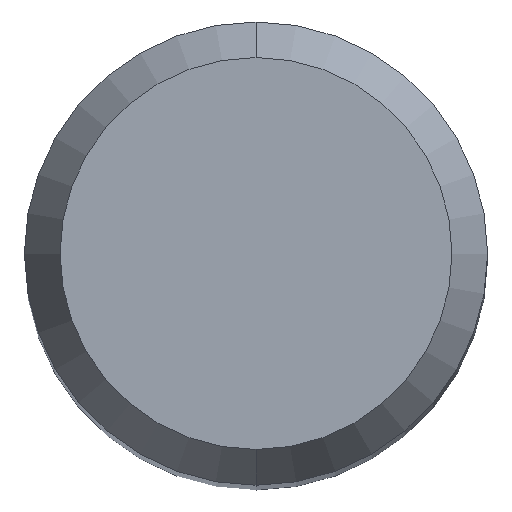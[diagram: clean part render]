
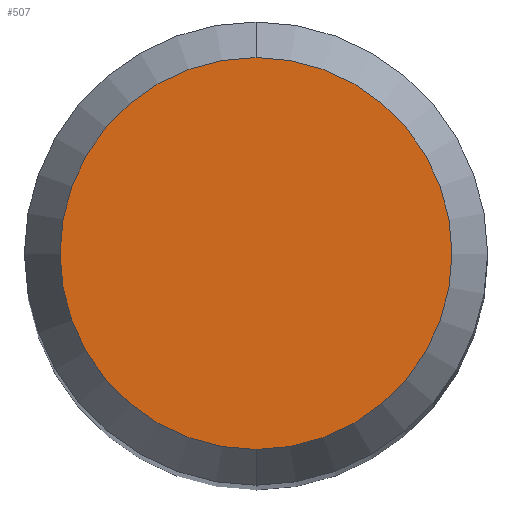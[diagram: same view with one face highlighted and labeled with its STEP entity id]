
A CAD part, top view. The second image highlights one B-rep face of the part: STEP entity #507.
In plain terms, the highlighted planar face has unit normal (0, 0, 1).
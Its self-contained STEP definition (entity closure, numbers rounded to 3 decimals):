
#343=EDGE_CURVE('',#429,#509,#715,.T.);
#393=EDGE_CURVE('',#509,#429,#771,.T.);
#429=VERTEX_POINT('',#813);
#507=ADVANCED_FACE('',(#902),#903,.T.);
#509=VERTEX_POINT('',#905);
#715=CIRCLE('',#1258,2.538);
#771=CIRCLE('',#1362,2.538);
#813=CARTESIAN_POINT('',(0.,-2.538,0.0));
#902=FACE_OUTER_BOUND('',#1576,.T.);
#903=PLANE('',#1577);
#905=CARTESIAN_POINT('',(0.0,2.538,0.0));
#1258=AXIS2_PLACEMENT_3D('',#1823,#1824,#1825);
#1362=AXIS2_PLACEMENT_3D('',#1885,#1886,#1887);
#1576=EDGE_LOOP('',(#2066,#2067));
#1577=AXIS2_PLACEMENT_3D('',#2068,#2069,#2070);
#1823=CARTESIAN_POINT('',(0.0,0.0,0.0));
#1824=DIRECTION('',(0.0,0.0,-1.0));
#1825=DIRECTION('',(0.0,1.0,0.0));
#1885=CARTESIAN_POINT('',(0.0,0.0,0.0));
#1886=DIRECTION('',(0.0,0.0,-1.0));
#1887=DIRECTION('',(0.0,1.0,0.0));
#2066=ORIENTED_EDGE('',*,*,#393,.F.);
#2067=ORIENTED_EDGE('',*,*,#343,.F.);
#2068=CARTESIAN_POINT('',(0.0,1.269,0.0));
#2069=DIRECTION('',(-0.0,0.0,1.0));
#2070=DIRECTION('',(0.0,-1.0,0.0));
